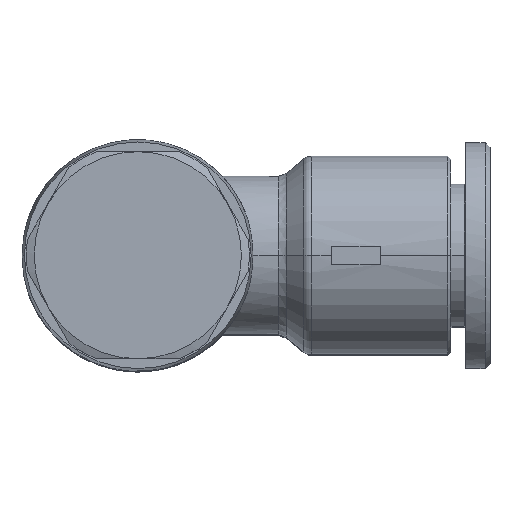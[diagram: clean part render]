
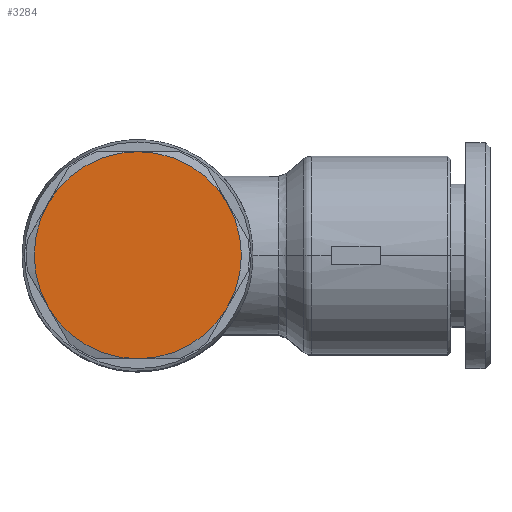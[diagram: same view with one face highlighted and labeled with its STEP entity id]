
A CAD part, top view. The second image highlights one B-rep face of the part: STEP entity #3284.
In plain terms, the highlighted planar face has unit normal (0, 0, 1).
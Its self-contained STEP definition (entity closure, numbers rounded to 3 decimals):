
#2654=CARTESIAN_POINT('',(4.9,-8.5,11.3));
#2655=VERTEX_POINT('',#2654);
#2678=CARTESIAN_POINT('',(12.261,-4.25,11.3));
#2679=VERTEX_POINT('',#2678);
#2693=CARTESIAN_POINT('',(4.9,0.,11.3));
#2694=DIRECTION('',(0.0,0.0,1.0));
#2695=DIRECTION('',(0.0,1.0,0.0));
#2696=AXIS2_PLACEMENT_3D('',#2693,#2694,#2695);
#2697=CIRCLE('',#2696,8.5);
#2698=EDGE_CURVE('',#2655,#2679,#2697,.T.);
#2708=CARTESIAN_POINT('',(12.261,4.25,11.3));
#2709=VERTEX_POINT('',#2708);
#2725=CARTESIAN_POINT('',(4.9,0.,11.3));
#2726=DIRECTION('',(0.0,0.0,1.0));
#2727=DIRECTION('',(0.0,1.0,0.0));
#2728=AXIS2_PLACEMENT_3D('',#2725,#2726,#2727);
#2729=CIRCLE('',#2728,8.5);
#2730=EDGE_CURVE('',#2679,#2709,#2729,.T.);
#2764=CARTESIAN_POINT('',(-2.461,-4.25,11.3));
#2765=VERTEX_POINT('',#2764);
#2801=CARTESIAN_POINT('',(4.9,0.,11.3));
#2802=DIRECTION('',(0.0,0.0,1.0));
#2803=DIRECTION('',(0.0,1.0,0.0));
#2804=AXIS2_PLACEMENT_3D('',#2801,#2802,#2803);
#2805=CIRCLE('',#2804,8.5);
#2806=EDGE_CURVE('',#2765,#2655,#2805,.T.);
#2818=CARTESIAN_POINT('',(-2.461,4.25,11.3));
#2819=VERTEX_POINT('',#2818);
#2855=CARTESIAN_POINT('',(4.9,0.,11.3));
#2856=DIRECTION('',(0.0,0.0,1.0));
#2857=DIRECTION('',(0.0,1.0,0.0));
#2858=AXIS2_PLACEMENT_3D('',#2855,#2856,#2857);
#2859=CIRCLE('',#2858,8.5);
#2860=EDGE_CURVE('',#2819,#2765,#2859,.T.);
#2870=CARTESIAN_POINT('',(4.9,8.5,11.3));
#2871=VERTEX_POINT('',#2870);
#2887=CARTESIAN_POINT('',(4.9,0.,11.3));
#2888=DIRECTION('',(0.0,0.0,1.0));
#2889=DIRECTION('',(0.0,1.0,0.0));
#2890=AXIS2_PLACEMENT_3D('',#2887,#2888,#2889);
#2891=CIRCLE('',#2890,8.5);
#2892=EDGE_CURVE('',#2709,#2871,#2891,.T.);
#2961=CARTESIAN_POINT('',(4.9,0.,11.3));
#2962=DIRECTION('',(0.0,0.0,1.0));
#2963=DIRECTION('',(0.0,1.0,0.0));
#2964=AXIS2_PLACEMENT_3D('',#2961,#2962,#2963);
#2965=CIRCLE('',#2964,8.5);
#2966=EDGE_CURVE('',#2871,#2819,#2965,.T.);
#3271=CARTESIAN_POINT('',(4.9,0.,11.3));
#3272=DIRECTION('',(0.0,0.0,-1.0));
#3273=DIRECTION('',(0.0,-1.0,0.0));
#3274=AXIS2_PLACEMENT_3D('',#3271,#3272,#3273);
#3275=PLANE('',#3274);
#3276=ORIENTED_EDGE('',*,*,#2730,.T.);
#3277=ORIENTED_EDGE('',*,*,#2892,.T.);
#3278=ORIENTED_EDGE('',*,*,#2966,.T.);
#3279=ORIENTED_EDGE('',*,*,#2860,.T.);
#3280=ORIENTED_EDGE('',*,*,#2806,.T.);
#3281=ORIENTED_EDGE('',*,*,#2698,.T.);
#3282=EDGE_LOOP('',(#3276,#3277,#3278,#3279,#3280,#3281));
#3283=FACE_OUTER_BOUND('',#3282,.T.);
#3284=ADVANCED_FACE('',(#3283),#3275,.F.);
